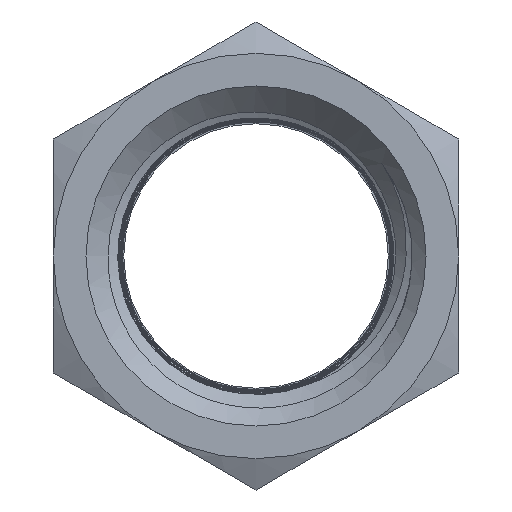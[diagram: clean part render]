
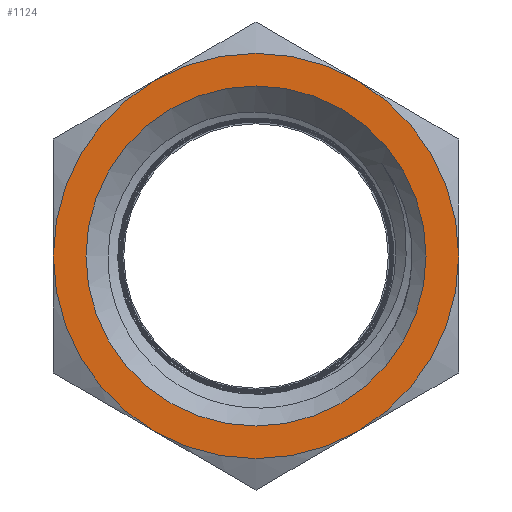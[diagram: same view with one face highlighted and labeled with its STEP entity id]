
A CAD part, left-side view. The second image highlights one B-rep face of the part: STEP entity #1124.
In plain terms, the highlighted face is planar.
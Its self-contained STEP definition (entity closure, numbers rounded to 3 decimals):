
#51=FACE_BOUND('',#317,.T.);
#61=PLANE('',#1211);
#250=FACE_OUTER_BOUND('',#316,.T.);
#316=EDGE_LOOP('',(#993,#994,#995,#996,#997,#998));
#317=EDGE_LOOP('',(#999));
#417=CIRCLE('',#1162,9.325);
#425=CIRCLE('',#1198,11.113);
#426=CIRCLE('',#1200,11.113);
#427=CIRCLE('',#1202,11.113);
#428=CIRCLE('',#1204,11.113);
#429=CIRCLE('',#1206,11.113);
#430=CIRCLE('',#1208,11.113);
#483=VERTEX_POINT('',#2914);
#532=VERTEX_POINT('',#5122);
#535=VERTEX_POINT('',#5140);
#537=VERTEX_POINT('',#5150);
#539=VERTEX_POINT('',#5160);
#541=VERTEX_POINT('',#5170);
#542=VERTEX_POINT('',#5178);
#611=EDGE_CURVE('',#483,#483,#417,.T.);
#699=EDGE_CURVE('',#532,#539,#425,.T.);
#700=EDGE_CURVE('',#535,#532,#426,.T.);
#701=EDGE_CURVE('',#539,#541,#427,.T.);
#702=EDGE_CURVE('',#541,#542,#428,.T.);
#703=EDGE_CURVE('',#542,#537,#429,.T.);
#704=EDGE_CURVE('',#537,#535,#430,.T.);
#993=ORIENTED_EDGE('',*,*,#703,.T.);
#994=ORIENTED_EDGE('',*,*,#704,.T.);
#995=ORIENTED_EDGE('',*,*,#700,.T.);
#996=ORIENTED_EDGE('',*,*,#699,.T.);
#997=ORIENTED_EDGE('',*,*,#701,.T.);
#998=ORIENTED_EDGE('',*,*,#702,.T.);
#999=ORIENTED_EDGE('',*,*,#611,.F.);
#1124=ADVANCED_FACE('',(#250,#51),#61,.T.);
#1162=AXIS2_PLACEMENT_3D('',#2916,#1298,#1299);
#1198=AXIS2_PLACEMENT_3D('',#5186,#1390,#1391);
#1200=AXIS2_PLACEMENT_3D('',#5188,#1394,#1395);
#1202=AXIS2_PLACEMENT_3D('',#5190,#1398,#1399);
#1204=AXIS2_PLACEMENT_3D('',#5192,#1402,#1403);
#1206=AXIS2_PLACEMENT_3D('',#5194,#1406,#1407);
#1208=AXIS2_PLACEMENT_3D('',#5196,#1410,#1411);
#1211=AXIS2_PLACEMENT_3D('',#7537,#1416,#1417);
#1298=DIRECTION('center_axis',(1.,0.,0.));
#1299=DIRECTION('ref_axis',(0.,0.,-1.));
#1390=DIRECTION('center_axis',(1.,0.,0.));
#1391=DIRECTION('ref_axis',(0.,0.,-1.));
#1394=DIRECTION('center_axis',(1.,0.,0.));
#1395=DIRECTION('ref_axis',(0.,0.,-1.));
#1398=DIRECTION('center_axis',(1.,0.,0.));
#1399=DIRECTION('ref_axis',(0.,0.,-1.));
#1402=DIRECTION('center_axis',(1.,0.,0.));
#1403=DIRECTION('ref_axis',(0.,0.,-1.));
#1406=DIRECTION('center_axis',(1.,0.,0.));
#1407=DIRECTION('ref_axis',(0.,0.,-1.));
#1410=DIRECTION('center_axis',(1.,0.,0.));
#1411=DIRECTION('ref_axis',(0.,0.,-1.));
#1416=DIRECTION('center_axis',(1.,0.,0.));
#1417=DIRECTION('ref_axis',(0.,0.,-1.));
#2914=CARTESIAN_POINT('',(10.697,0.,9.148));
#2916=CARTESIAN_POINT('Origin',(10.697,0.,-0.177));
#5122=CARTESIAN_POINT('',(10.697,9.624,5.379));
#5140=CARTESIAN_POINT('',(10.697,9.624,-5.733));
#5150=CARTESIAN_POINT('',(10.697,0.,-11.29));
#5160=CARTESIAN_POINT('',(10.697,0.,10.935));
#5170=CARTESIAN_POINT('',(10.697,-9.624,5.379));
#5178=CARTESIAN_POINT('',(10.697,-9.624,-5.733));
#5186=CARTESIAN_POINT('Origin',(10.697,0.,-0.177));
#5188=CARTESIAN_POINT('Origin',(10.697,0.,-0.177));
#5190=CARTESIAN_POINT('Origin',(10.697,0.,-0.177));
#5192=CARTESIAN_POINT('Origin',(10.697,0.,-0.177));
#5194=CARTESIAN_POINT('Origin',(10.697,0.,-0.177));
#5196=CARTESIAN_POINT('Origin',(10.697,0.,-0.177));
#7537=CARTESIAN_POINT('Origin',(10.697,0.,-0.177));
